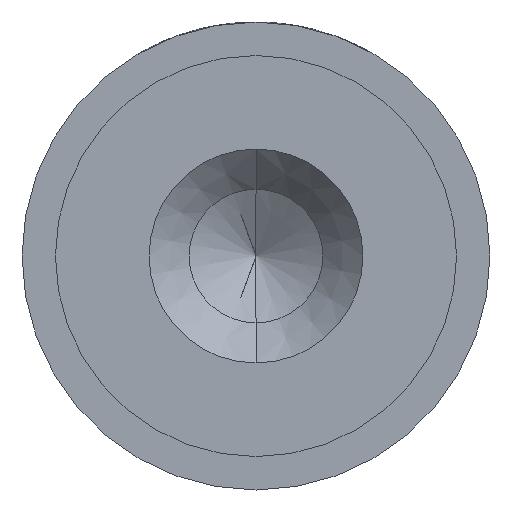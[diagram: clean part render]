
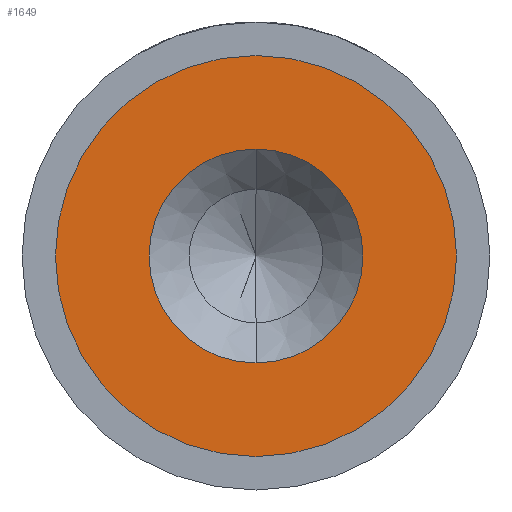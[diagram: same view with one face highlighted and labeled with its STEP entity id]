
A CAD part, front view. The second image highlights one B-rep face of the part: STEP entity #1649.
In plain terms, the highlighted planar face has unit normal (0, -1, 0).
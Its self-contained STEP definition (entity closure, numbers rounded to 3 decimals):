
#110 = DIRECTION ( 'NONE',  ( 0., 1., 0. ) ) ;
#160 = CARTESIAN_POINT ( 'NONE',  ( 0., -12.5, 0. ) ) ;
#183 = CIRCLE ( 'NONE', #3704, 0.6 ) ;
#197 = CIRCLE ( 'NONE', #3469, 0.6 ) ;
#302 = ORIENTED_EDGE ( 'NONE', *, *, #649, .F. ) ;
#372 = DIRECTION ( 'NONE',  ( 0., 0., 1. ) ) ;
#574 = FACE_BOUND ( 'NONE', #2475, .T. ) ;
#598 = EDGE_CURVE ( 'Defeature ausgef�hrt1_4+Defeature ausgef�hrt1_7+Defeature ausgef�hrt1_7+Defeature ausgef�hrt1_7', #3305, #2845, #2971, .T. ) ;
#649 = EDGE_CURVE ( 'Defeature ausgef�hrt1_0+Defeature ausgef�hrt1_4+Defeature ausgef�hrt1_4+Defeature ausgef�hrt1_4', #1855, #3239, #183, .T. ) ;
#846 = DIRECTION ( 'NONE',  ( 0., 0., 1. ) ) ;
#874 = DIRECTION ( 'NONE',  ( 0., 0., 1. ) ) ;
#964 = CARTESIAN_POINT ( 'NONE',  ( 0., -12.5, -0.6 ) ) ;
#1213 = FACE_OUTER_BOUND ( 'NONE', #2875, .T. ) ;
#1326 = CARTESIAN_POINT ( 'NONE',  ( 0., -12.5, 0. ) ) ;
#1422 = CARTESIAN_POINT ( 'NONE',  ( 0., -12.5, 0.32 ) ) ;
#1423 = CARTESIAN_POINT ( 'NONE',  ( 0., -12.5, 0. ) ) ;
#1502 = CARTESIAN_POINT ( 'NONE',  ( 0., -12.5, 0. ) ) ;
#1649 = ADVANCED_FACE ( 'Defeature ausgef�hrt1_4', ( #574, #1213 ), #2898, .F. ) ;
#1792 = AXIS2_PLACEMENT_3D ( 'NONE', #160, #2417, #846 ) ;
#1802 = DIRECTION ( 'NONE',  ( 0., 1., 0. ) ) ;
#1855 = VERTEX_POINT ( 'NONE', #2865 ) ;
#2018 = AXIS2_PLACEMENT_3D ( 'NONE', #1326, #110, #372 ) ;
#2125 = AXIS2_PLACEMENT_3D ( 'NONE', #3127, #3460, #2609 ) ;
#2289 = CIRCLE ( 'NONE', #2018, 0.32 ) ;
#2388 = EDGE_CURVE ( 'Defeature ausgef�hrt1_0+Defeature ausgef�hrt1_4+Defeature ausgef�hrt1_4+Defeature ausgef�hrt1_4', #3239, #1855, #197, .T. ) ;
#2417 = DIRECTION ( 'NONE',  ( 0., 1., 0. ) ) ;
#2475 = EDGE_LOOP ( 'NONE', ( #3422, #3449 ) ) ;
#2609 = DIRECTION ( 'NONE',  ( 0., 0., 1. ) ) ;
#2845 = VERTEX_POINT ( 'NONE', #2950 ) ;
#2856 = EDGE_CURVE ( 'Defeature ausgef�hrt1_4+Defeature ausgef�hrt1_7+Defeature ausgef�hrt1_7+Defeature ausgef�hrt1_7', #2845, #3305, #2289, .T. ) ;
#2865 = CARTESIAN_POINT ( 'NONE',  ( 0., -12.5, 0.6 ) ) ;
#2875 = EDGE_LOOP ( 'NONE', ( #302, #3840 ) ) ;
#2898 = PLANE ( 'NONE',  #2125 ) ;
#2950 = CARTESIAN_POINT ( 'NONE',  ( 0., -12.5, -0.32 ) ) ;
#2971 = CIRCLE ( 'NONE', #1792, 0.32 ) ;
#3127 = CARTESIAN_POINT ( 'NONE',  ( 0.6, -12.5, 0. ) ) ;
#3239 = VERTEX_POINT ( 'NONE', #964 ) ;
#3305 = VERTEX_POINT ( 'NONE', #1422 ) ;
#3351 = DIRECTION ( 'NONE',  ( 0., 0., 1. ) ) ;
#3422 = ORIENTED_EDGE ( 'NONE', *, *, #2856, .T. ) ;
#3449 = ORIENTED_EDGE ( 'NONE', *, *, #598, .T. ) ;
#3460 = DIRECTION ( 'NONE',  ( 0., 1., 0. ) ) ;
#3469 = AXIS2_PLACEMENT_3D ( 'NONE', #1502, #1802, #874 ) ;
#3677 = DIRECTION ( 'NONE',  ( 0., 1., 0. ) ) ;
#3704 = AXIS2_PLACEMENT_3D ( 'NONE', #1423, #3677, #3351 ) ;
#3840 = ORIENTED_EDGE ( 'NONE', *, *, #2388, .F. ) ;
